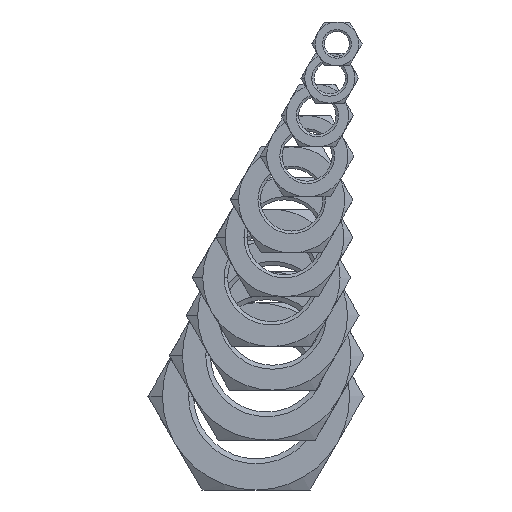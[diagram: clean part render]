
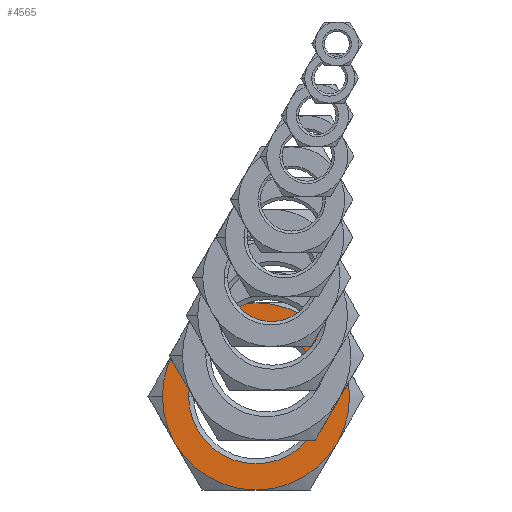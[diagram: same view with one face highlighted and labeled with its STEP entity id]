
A CAD part, left-side view. The second image highlights one B-rep face of the part: STEP entity #4565.
In plain terms, the highlighted planar face has unit normal (-1, 0, 0).
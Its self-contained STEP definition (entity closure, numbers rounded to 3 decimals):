
#5 = ORIENTED_EDGE ( 'NONE', *, *, #2922, .F. ) ;
#83 = ORIENTED_EDGE ( 'NONE', *, *, #6573, .F. ) ;
#302 = EDGE_CURVE ( 'NONE', #8979, #12289, #2613, .T. ) ;
#453 = DIRECTION ( 'NONE',  ( 1., 0., 0. ) ) ;
#542 = CARTESIAN_POINT ( 'NONE',  ( 0., 0., -15. ) ) ;
#717 = CARTESIAN_POINT ( 'NONE',  ( 0., -12.99, -7.5 ) ) ;
#721 = EDGE_LOOP ( 'NONE', ( #5, #5166, #10013, #4879, #12513, #10470, #83 ) ) ;
#832 = CARTESIAN_POINT ( 'NONE',  ( 0., 0., 0. ) ) ;
#1033 = VERTEX_POINT ( 'NONE', #9664 ) ;
#1037 = AXIS2_PLACEMENT_3D ( 'NONE', #7391, #1624, #8361 ) ;
#1219 = CARTESIAN_POINT ( 'NONE',  ( 0., 10.8, 0. ) ) ;
#1250 = CARTESIAN_POINT ( 'NONE',  ( 0., 0., 0. ) ) ;
#1446 = DIRECTION ( 'NONE',  ( 1., 0., 0. ) ) ;
#1515 = DIRECTION ( 'NONE',  ( 1., 0., 0. ) ) ;
#1544 = PLANE ( 'NONE',  #3881 ) ;
#1624 = DIRECTION ( 'NONE',  ( 1., 0., 0. ) ) ;
#1668 = EDGE_CURVE ( 'NONE', #12289, #6310, #10466, .T. ) ;
#1853 = CARTESIAN_POINT ( 'NONE',  ( 0., -12.99, 7.5 ) ) ;
#1881 = EDGE_CURVE ( 'NONE', #1033, #7638, #9248, .T. ) ;
#2077 = CIRCLE ( 'NONE', #7120, 15. ) ;
#2104 = CARTESIAN_POINT ( 'NONE',  ( 0., 0., 15. ) ) ;
#2613 = CIRCLE ( 'NONE', #4582, 15. ) ;
#2853 = EDGE_CURVE ( 'NONE', #7638, #1033, #3507, .T. ) ;
#2922 = EDGE_CURVE ( 'NONE', #3563, #6165, #12256, .T. ) ;
#2934 = CARTESIAN_POINT ( 'NONE',  ( 0., 12.99, -7.5 ) ) ;
#3418 = CARTESIAN_POINT ( 'NONE',  ( 0., 15., 0. ) ) ;
#3493 = DIRECTION ( 'NONE',  ( -1., 0., 0. ) ) ;
#3507 = CIRCLE ( 'NONE', #1037, 10.8 ) ;
#3563 = VERTEX_POINT ( 'NONE', #7609 ) ;
#3607 = CIRCLE ( 'NONE', #5542, 15. ) ;
#3881 = AXIS2_PLACEMENT_3D ( 'NONE', #10149, #3493, #10237 ) ;
#3989 = VERTEX_POINT ( 'NONE', #3418 ) ;
#4501 = CARTESIAN_POINT ( 'NONE',  ( 0., 0., 0. ) ) ;
#4565 = ADVANCED_FACE ( 'NONE', ( #7807, #7511 ), #1544, .T. ) ;
#4582 = AXIS2_PLACEMENT_3D ( 'NONE', #832, #6596, #12312 ) ;
#4702 = CARTESIAN_POINT ( 'NONE',  ( 0., 0., 0. ) ) ;
#4879 = ORIENTED_EDGE ( 'NONE', *, *, #8319, .F. ) ;
#5166 = ORIENTED_EDGE ( 'NONE', *, *, #6255, .F. ) ;
#5457 = DIRECTION ( 'NONE',  ( 0., 1., 0. ) ) ;
#5519 = DIRECTION ( 'NONE',  ( 1., 0., 0. ) ) ;
#5542 = AXIS2_PLACEMENT_3D ( 'NONE', #11294, #5519, #12268 ) ;
#5676 = DIRECTION ( 'NONE',  ( 0., 1., 0. ) ) ;
#5688 = EDGE_LOOP ( 'NONE', ( #10489, #8579 ) ) ;
#6165 = VERTEX_POINT ( 'NONE', #2104 ) ;
#6235 = CARTESIAN_POINT ( 'NONE',  ( 0., 0., 0. ) ) ;
#6255 = EDGE_CURVE ( 'NONE', #3989, #3563, #2077, .T. ) ;
#6310 = VERTEX_POINT ( 'NONE', #542 ) ;
#6453 = CIRCLE ( 'NONE', #10307, 15. ) ;
#6573 = EDGE_CURVE ( 'NONE', #6165, #8979, #6453, .T. ) ;
#6596 = DIRECTION ( 'NONE',  ( 1., 0., 0. ) ) ;
#6730 = DIRECTION ( 'NONE',  ( 1., 0., 0. ) ) ;
#6836 = AXIS2_PLACEMENT_3D ( 'NONE', #4702, #11450, #5676 ) ;
#7120 = AXIS2_PLACEMENT_3D ( 'NONE', #6235, #453, #7183 ) ;
#7183 = DIRECTION ( 'NONE',  ( 0., 1., 0. ) ) ;
#7273 = CARTESIAN_POINT ( 'NONE',  ( 0., 0., 0. ) ) ;
#7345 = CIRCLE ( 'NONE', #9706, 15. ) ;
#7391 = CARTESIAN_POINT ( 'NONE',  ( 0., 0., 0. ) ) ;
#7511 = FACE_OUTER_BOUND ( 'NONE', #721, .T. ) ;
#7562 = VERTEX_POINT ( 'NONE', #2934 ) ;
#7609 = CARTESIAN_POINT ( 'NONE',  ( 0., 12.99, 7.5 ) ) ;
#7633 = AXIS2_PLACEMENT_3D ( 'NONE', #8120, #6730, #9603 ) ;
#7638 = VERTEX_POINT ( 'NONE', #1219 ) ;
#7807 = FACE_BOUND ( 'NONE', #5688, .T. ) ;
#7868 = EDGE_CURVE ( 'NONE', #7562, #3989, #3607, .T. ) ;
#8042 = AXIS2_PLACEMENT_3D ( 'NONE', #1250, #1446, #12512 ) ;
#8120 = CARTESIAN_POINT ( 'NONE',  ( 0., 0., 0. ) ) ;
#8238 = DIRECTION ( 'NONE',  ( 0., 1., 0. ) ) ;
#8319 = EDGE_CURVE ( 'NONE', #6310, #7562, #7345, .T. ) ;
#8361 = DIRECTION ( 'NONE',  ( 0., 1., 0. ) ) ;
#8579 = ORIENTED_EDGE ( 'NONE', *, *, #2853, .T. ) ;
#8979 = VERTEX_POINT ( 'NONE', #1853 ) ;
#9248 = CIRCLE ( 'NONE', #8042, 10.8 ) ;
#9603 = DIRECTION ( 'NONE',  ( 0., 1., 0. ) ) ;
#9664 = CARTESIAN_POINT ( 'NONE',  ( 0., -10.8, 0. ) ) ;
#9706 = AXIS2_PLACEMENT_3D ( 'NONE', #4501, #11246, #5457 ) ;
#10013 = ORIENTED_EDGE ( 'NONE', *, *, #7868, .F. ) ;
#10149 = CARTESIAN_POINT ( 'NONE',  ( 0., 15., 0. ) ) ;
#10237 = DIRECTION ( 'NONE',  ( 0., -1., 0. ) ) ;
#10307 = AXIS2_PLACEMENT_3D ( 'NONE', #7273, #1515, #8238 ) ;
#10466 = CIRCLE ( 'NONE', #7633, 15. ) ;
#10470 = ORIENTED_EDGE ( 'NONE', *, *, #302, .F. ) ;
#10489 = ORIENTED_EDGE ( 'NONE', *, *, #1881, .T. ) ;
#11246 = DIRECTION ( 'NONE',  ( 1., 0., 0. ) ) ;
#11294 = CARTESIAN_POINT ( 'NONE',  ( 0., 0., 0. ) ) ;
#11450 = DIRECTION ( 'NONE',  ( 1., 0., 0. ) ) ;
#12256 = CIRCLE ( 'NONE', #6836, 15. ) ;
#12268 = DIRECTION ( 'NONE',  ( 0., 1., 0. ) ) ;
#12289 = VERTEX_POINT ( 'NONE', #717 ) ;
#12312 = DIRECTION ( 'NONE',  ( 0., 1., 0. ) ) ;
#12512 = DIRECTION ( 'NONE',  ( 0., 1., 0. ) ) ;
#12513 = ORIENTED_EDGE ( 'NONE', *, *, #1668, .F. ) ;
